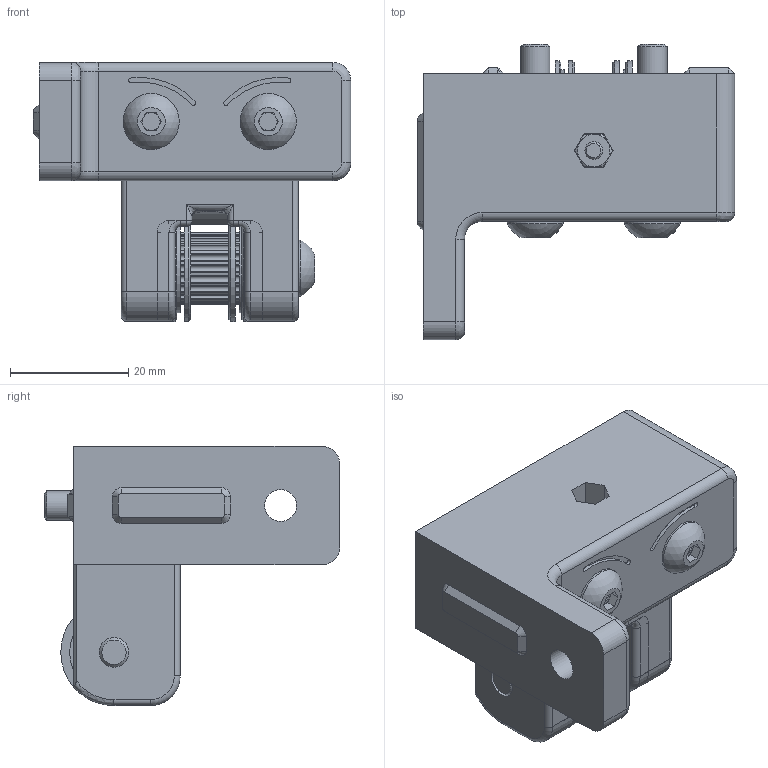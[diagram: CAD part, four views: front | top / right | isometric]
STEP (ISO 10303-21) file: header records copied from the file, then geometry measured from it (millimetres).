
FILE_DESCRIPTION(/* description */ (''),/* implementation_level */ '2;1');
FILE_NAME(/* name */ 'Monolith_Z Idler A.step',/* time_stamp */ '2025-09-15T21:04:15+03:00',/* author */ (''),/* organization */ (''),/* preprocessor_version */ 'ST-DEVELOPER v20.1',/* originating_system */ 'Autodesk Translation Framework v14.10.0.0',/* authorisation */ '');
FILE_SCHEMA (('AUTOMOTIVE_DESIGN { 1 0 10303 214 3 1 1 }'));
Length unit declared in the file: millimetre
Products named in the file (11): Voron 400 CNC SC_Z Idler A v1; Z Tensioner 9mm (3); GT2 20T Idler 9mm (3); GT2 20T Idler Gates 9mm; M5x30 BHCS (20); Z Tensioner 6mm (3); GT2 20T Idler (2); M5x30 BHCS (10); M5x30 BHCS (11); M3 Hex Nut (2); M3x16 SHCS (15)
Assembly tree (10 placements, depth 3):
  Voron 400 CNC SC_Z Idler A v1
    Z Tensioner 9mm (3)
      GT2 20T Idler 9mm (3)
      GT2 20T Idler Gates 9mm
      M5x30 BHCS (20)
    Z Tensioner 6mm (3)
      GT2 20T Idler (2)
    M5x30 BHCS (10)
    M5x30 BHCS (11)
    M3 Hex Nut (2)
    M3x16 SHCS (15)
Bounding box: 53.7 x 50 x 43.83 mm (x, y, z)
Volume: 46587.3 mm3; surface area: 24888.2 mm2
Topology: 17 solids, 17 shells, 845 faces, 2064 edges, 1251 vertices
Faces by surface type: cylinder 434, plane 234, cone 59, bspline 54, torus 53, sphere 11
Full cylindrical faces by diameter (mm): 3 x2, 3.2 x1, 3.4 x2, 5 x13, 5.4 x3, 5.5 x1, 5.8 x6, 6 x2, 8 x3, 8.2 x6, 9 x12, 9.5 x3, 15 x2, 18 x4
Entity records: 27951 total; most frequent: CARTESIAN_POINT 7500, DIRECTION 4562, ORIENTED_EDGE 4040, EDGE_CURVE 2020, AXIS2_PLACEMENT_3D 1846, VERTEX_POINT 1251, CIRCLE 986, EDGE_LOOP 925
